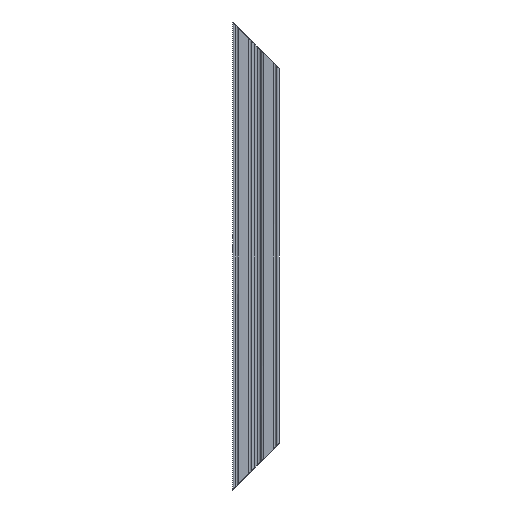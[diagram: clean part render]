
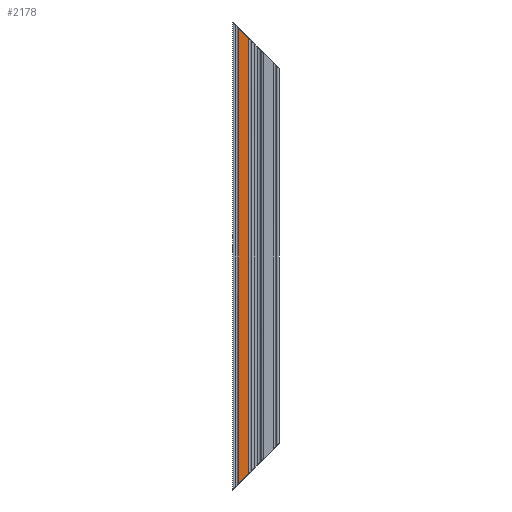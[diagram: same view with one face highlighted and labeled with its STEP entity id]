
A CAD part, left-side view. The second image highlights one B-rep face of the part: STEP entity #2178.
In plain terms, the highlighted planar face has unit normal (-1, 0, 0).
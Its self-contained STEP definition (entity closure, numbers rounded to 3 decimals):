
#97=FACE_OUTER_BOUND('',#214,.T.);
#214=EDGE_LOOP('',(#1720,#1721,#1722,#1723));
#350=LINE('',#3376,#566);
#377=LINE('',#3495,#593);
#432=LINE('',#3693,#648);
#433=LINE('',#3695,#649);
#566=VECTOR('',#2646,10.);
#593=VECTOR('',#2739,10.);
#648=VECTOR('',#2916,1000.);
#649=VECTOR('',#2919,1000.);
#949=VERTEX_POINT('',#3373);
#950=VERTEX_POINT('',#3375);
#1008=VERTEX_POINT('',#3492);
#1009=VERTEX_POINT('',#3494);
#1175=EDGE_CURVE('',#950,#949,#350,.T.);
#1234=EDGE_CURVE('',#1009,#1008,#377,.T.);
#1334=EDGE_CURVE('',#1008,#950,#432,.T.);
#1335=EDGE_CURVE('',#949,#1009,#433,.T.);
#1720=ORIENTED_EDGE('',*,*,#1175,.T.);
#1721=ORIENTED_EDGE('',*,*,#1335,.T.);
#1722=ORIENTED_EDGE('',*,*,#1234,.T.);
#1723=ORIENTED_EDGE('',*,*,#1334,.T.);
#2115=PLANE('',#2417);
#2178=ADVANCED_FACE('',(#97),#2115,.F.);
#2417=AXIS2_PLACEMENT_3D('',#3694,#2917,#2918);
#2646=DIRECTION('',(0.,0.707,0.707));
#2739=DIRECTION('',(0.,-0.707,0.707));
#2916=DIRECTION('',(0.,0.,1.));
#2917=DIRECTION('center_axis',(1.,0.,0.));
#2918=DIRECTION('ref_axis',(0.,1.,0.));
#2919=DIRECTION('',(0.,0.,-1.));
#3373=CARTESIAN_POINT('',(-7.5,5.586,148.086));
#3375=CARTESIAN_POINT('',(-7.5,2.25,144.75));
#3376=CARTESIAN_POINT('',(-7.5,220.,362.5));
#3492=CARTESIAN_POINT('',(-7.5,2.25,5.25));
#3494=CARTESIAN_POINT('',(-7.5,5.586,1.914));
#3495=CARTESIAN_POINT('',(-7.5,-250.,257.5));
#3693=CARTESIAN_POINT('',(-7.5,2.25,1000.));
#3694=CARTESIAN_POINT('Origin',(-7.5,7.5,1000.));
#3695=CARTESIAN_POINT('',(-7.5,5.586,1000.));
